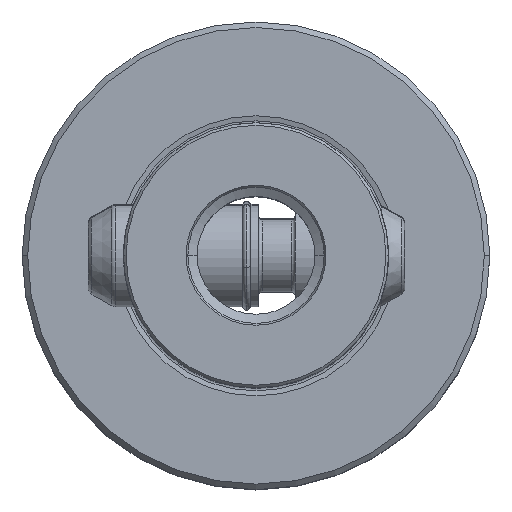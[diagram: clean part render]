
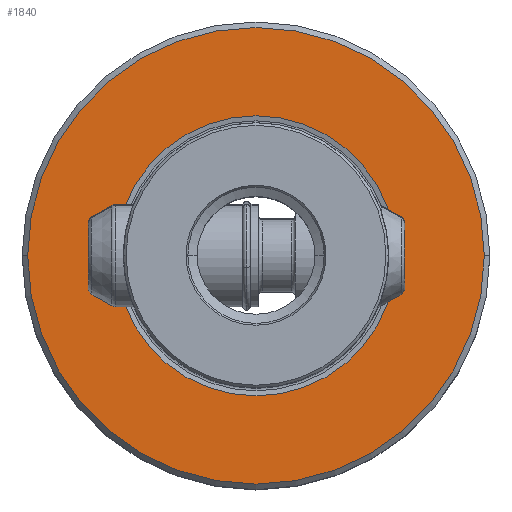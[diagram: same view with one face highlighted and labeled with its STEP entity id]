
A CAD part, top view. The second image highlights one B-rep face of the part: STEP entity #1840.
In plain terms, the highlighted planar face has unit normal (0, 0, 1).
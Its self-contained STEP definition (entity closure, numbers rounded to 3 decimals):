
#1436=EDGE_CURVE('NONE',#1598,#2160,#3376,.T.);
#1484=VERTEX_POINT('NONE',#3427);
#1598=VERTEX_POINT('NONE',#3553);
#1680=EDGE_CURVE('NONE',#1484,#1776,#3641,.T.);
#1776=VERTEX_POINT('NONE',#3746);
#1840=ADVANCED_FACE('NONE',(#3824,#3825),#3826,.T.);
#2046=EDGE_CURVE('NONE',#2160,#1598,#4050,.T.);
#2160=VERTEX_POINT('NONE',#4181);
#2386=EDGE_CURVE('NONE',#1776,#1484,#4432,.T.);
#3376=CIRCLE('',#5781,31.0);
#3427=CARTESIAN_POINT('',(-19.012,0.,0.0));
#3553=CARTESIAN_POINT('',(31.0,0.,0.0));
#3641=CIRCLE('',#6359,19.012);
#3746=CARTESIAN_POINT('',(19.012,0.,0.0));
#3824=FACE_OUTER_BOUND('',#6632,.T.);
#3825=FACE_BOUND('',#6633,.T.);
#3826=PLANE('',#6634);
#4050=CIRCLE('',#7171,31.0);
#4181=CARTESIAN_POINT('',(-31.0,0.,0.0));
#4432=CIRCLE('',#7930,19.012);
#5781=AXIS2_PLACEMENT_3D('',#9413,#9414,#9415);
#6359=AXIS2_PLACEMENT_3D('',#9720,#9721,#9722);
#6632=EDGE_LOOP('',(#9942,#9943));
#6633=EDGE_LOOP('',(#9944,#9945));
#6634=AXIS2_PLACEMENT_3D('',#9946,#9947,#9948);
#7171=AXIS2_PLACEMENT_3D('',#10206,#10207,#10208);
#7930=AXIS2_PLACEMENT_3D('',#10699,#10700,#10701);
#9413=CARTESIAN_POINT('',(0.0,0.0,0.0));
#9414=DIRECTION('',(0.0,0.0,-1.0));
#9415=DIRECTION('',(0.0,1.0,0.0));
#9720=CARTESIAN_POINT('',(0.0,0.0,0.0));
#9721=DIRECTION('',(0.0,-0.0,1.0));
#9722=DIRECTION('',(0.0,1.0,0.0));
#9942=ORIENTED_EDGE('',*,*,#2046,.F.);
#9943=ORIENTED_EDGE('',*,*,#1436,.F.);
#9944=ORIENTED_EDGE('',*,*,#2386,.F.);
#9945=ORIENTED_EDGE('',*,*,#1680,.F.);
#9946=CARTESIAN_POINT('',(-18.0,0.0,0.0));
#9947=DIRECTION('',(-0.0,0.0,1.0));
#9948=DIRECTION('',(0.0,1.0,0.0));
#10206=CARTESIAN_POINT('',(0.0,0.0,0.0));
#10207=DIRECTION('',(0.0,0.0,-1.0));
#10208=DIRECTION('',(0.0,1.0,0.0));
#10699=CARTESIAN_POINT('',(0.0,0.0,0.0));
#10700=DIRECTION('',(0.0,-0.0,1.0));
#10701=DIRECTION('',(0.0,1.0,0.0));
